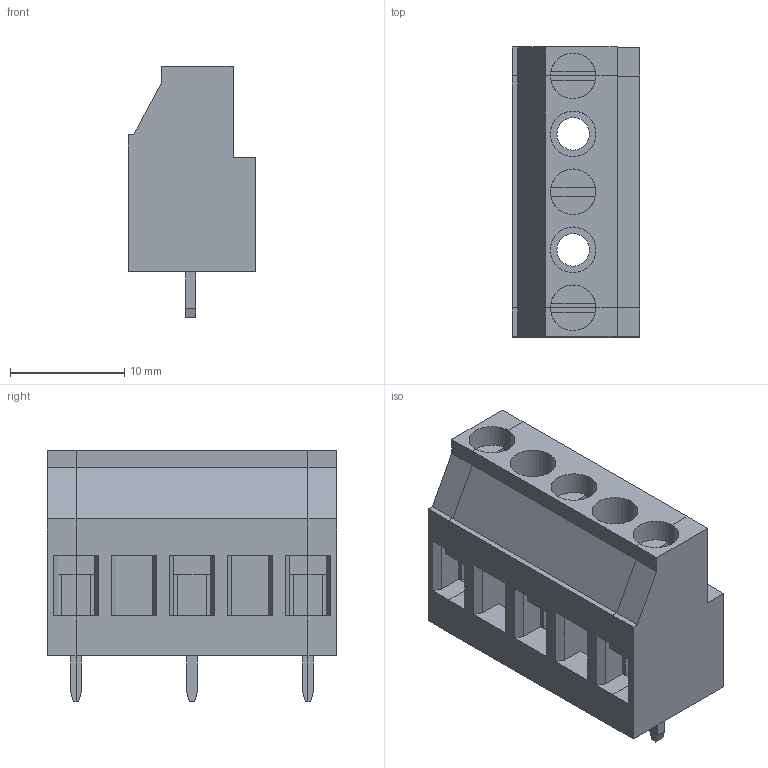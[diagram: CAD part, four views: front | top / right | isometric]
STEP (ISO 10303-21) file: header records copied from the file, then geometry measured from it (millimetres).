
FILE_DESCRIPTION( ( 'Unknown' ), '1' );
FILE_NAME( '691244610003.stp', 'Unknown', ( 'Unknown' ), ( 'Unknown' ), 'PSStep 17.0.49', 'Unknown', ' ' );
FILE_SCHEMA( ( 'AUTOMOTIVE_DESIGN { 1 0 10303 214 1 1 1 1 }' ) );
Length unit declared in the file: millimetre
Products named in the file (4): Assem1; MRT15P10.16_DX; MRT15P10.16_SX; MRT15P10.16_CNT
Assembly tree (3 placements, depth 2):
  Assem1
    MRT15P10.16_DX
    MRT15P10.16_SX
    MRT15P10.16_CNT
Bounding box: 11.2 x 25.4 x 22 mm (x, y, z)
Volume: 3383.8 mm3; surface area: 3362.5 mm2
Topology: 3 solids, 3 shells, 171 faces, 480 edges, 320 vertices
Faces by surface type: plane 162, cylinder 9
Full cylindrical faces by diameter (mm): 2.85 x2, 4 x3
Entity records: 6843 total; most frequent: CARTESIAN_POINT 968, ORIENTED_EDGE 948, DIRECTION 853, EDGE_CURVE 474, LINE 445, VECTOR 445, VERTEX_POINT 319, AXIS2_PLACEMENT_3D 204
